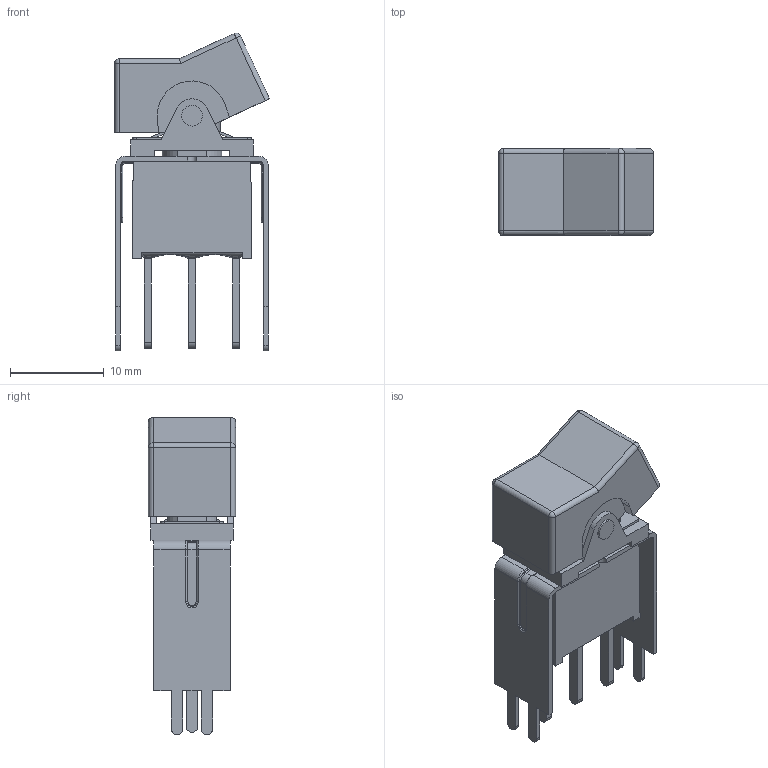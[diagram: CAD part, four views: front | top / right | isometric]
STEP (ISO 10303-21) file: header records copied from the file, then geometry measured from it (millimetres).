
FILE_DESCRIPTION(/* description */ (''),/* implementation_level */ '2;1');
FILE_NAME(/* name */ '300AWSPxJ1xxxVS3xE.stp',/* time_stamp */ '2024-05-22T14:53:29-05:00',/* author */ ('jsteinblock'),/* organization */ (''),/* preprocessor_version */ 'ST-DEVELOPER v18.1',/* originating_system */ 'Autodesk Inventor 2022',/* authorisation */ '');
FILE_SCHEMA (('AUTOMOTIVE_DESIGN { 1 0 10303 214 3 1 1 }'));
Length unit declared in the file: millimetre
Products named in the file (1): 300AWSPxJ1xxxVS3xE
Bounding box: 16.48 x 9.27 x 33.81 mm (x, y, z)
Volume: 1837.8 mm3; surface area: 2741.1 mm2
Topology: 1 solids, 1 shells, 356 faces, 950 edges, 598 vertices
Faces by surface type: plane 179, cylinder 123, torus 38, bspline 12, sphere 4
Full cylindrical faces by diameter (mm): 2.2 x4
Entity records: 11844 total; most frequent: CARTESIAN_POINT 2898, ORIENTED_EDGE 1892, DIRECTION 1846, EDGE_CURVE 946, AXIS2_PLACEMENT_3D 629, VERTEX_POINT 598, LINE 588, VECTOR 588
